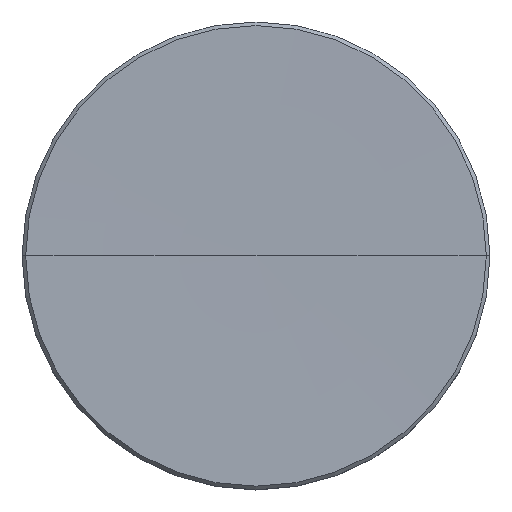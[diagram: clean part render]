
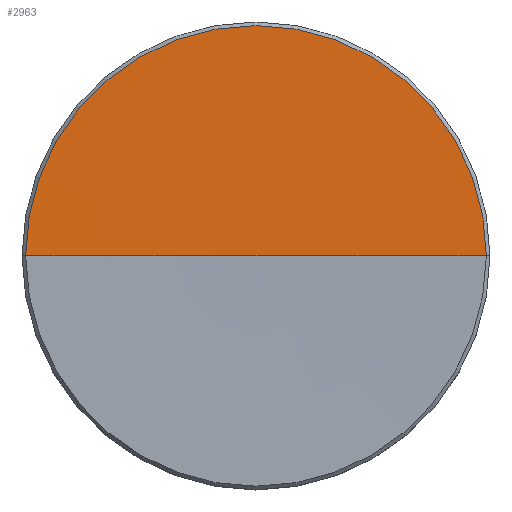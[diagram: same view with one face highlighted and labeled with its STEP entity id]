
A CAD part, top view. The second image highlights one B-rep face of the part: STEP entity #2963.
In plain terms, the highlighted toroidal (fillet/blend) face has major radius 0.001 mm and minor radius 1000 mm.
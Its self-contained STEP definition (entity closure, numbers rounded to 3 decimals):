
#271 = CIRCLE ( 'NONE', #2289, 12.502 ) ;
#509 = EDGE_CURVE ( 'NONE', #3983, #3059, #1891, .T. ) ;
#608 = DIRECTION ( 'NONE',  ( 1., 0., 0. ) ) ;
#615 = ORIENTED_EDGE ( 'NONE', *, *, #1072, .T. ) ;
#903 = DIRECTION ( 'NONE',  ( 0., 0., 1. ) ) ;
#1072 = EDGE_CURVE ( 'NONE', #3059, #1222, #271, .T. ) ;
#1222 = VERTEX_POINT ( 'NONE', #3184 ) ;
#1255 = AXIS2_PLACEMENT_3D ( 'NONE', #4001, #3707, #2777 ) ;
#1318 = CARTESIAN_POINT ( 'NONE',  ( 6.909, 15.029, 1022.69 ) ) ;
#1599 = DIRECTION ( 'NONE',  ( 0., 0., 1. ) ) ;
#1617 = CARTESIAN_POINT ( 'NONE',  ( 6.91, 15.029, 1022.69 ) ) ;
#1640 = AXIS2_PLACEMENT_3D ( 'NONE', #1617, #2565, #3453 ) ;
#1662 = TOROIDAL_SURFACE ( 'NONE', #2524, -0.001, 1000. ) ;
#1706 = CIRCLE ( 'NONE', #1640, 1000. ) ;
#1855 = EDGE_LOOP ( 'NONE', ( #3690, #2602, #615 ) ) ;
#1891 = CIRCLE ( 'NONE', #1255, 1000. ) ;
#1951 = DIRECTION ( 'NONE',  ( 1., 0., 0. ) ) ;
#2145 = CARTESIAN_POINT ( 'NONE',  ( 6.909, 15.029, 22.768 ) ) ;
#2289 = AXIS2_PLACEMENT_3D ( 'NONE', #2145, #903, #608 ) ;
#2524 = AXIS2_PLACEMENT_3D ( 'NONE', #1318, #1599, #1951 ) ;
#2565 = DIRECTION ( 'NONE',  ( 0., 1., 0. ) ) ;
#2602 = ORIENTED_EDGE ( 'NONE', *, *, #509, .T. ) ;
#2721 = FACE_OUTER_BOUND ( 'NONE', #1855, .T. ) ;
#2724 = EDGE_CURVE ( 'NONE', #3983, #1222, #1706, .T. ) ;
#2777 = DIRECTION ( 'NONE',  ( 0., 0., -1. ) ) ;
#2963 = ADVANCED_FACE ( 'NONE', ( #2721 ), #1662, .F. ) ;
#3059 = VERTEX_POINT ( 'NONE', #3604 ) ;
#3184 = CARTESIAN_POINT ( 'NONE',  ( -5.593, 15.029, 22.768 ) ) ;
#3453 = DIRECTION ( 'NONE',  ( -1., 0., 0. ) ) ;
#3604 = CARTESIAN_POINT ( 'NONE',  ( 19.412, 15.029, 22.768 ) ) ;
#3642 = CARTESIAN_POINT ( 'NONE',  ( 6.909, 15.029, 22.69 ) ) ;
#3690 = ORIENTED_EDGE ( 'NONE', *, *, #2724, .F. ) ;
#3707 = DIRECTION ( 'NONE',  ( 0., -1., 0. ) ) ;
#3983 = VERTEX_POINT ( 'NONE', #3642 ) ;
#4001 = CARTESIAN_POINT ( 'NONE',  ( 6.908, 15.029, 1022.69 ) ) ;
